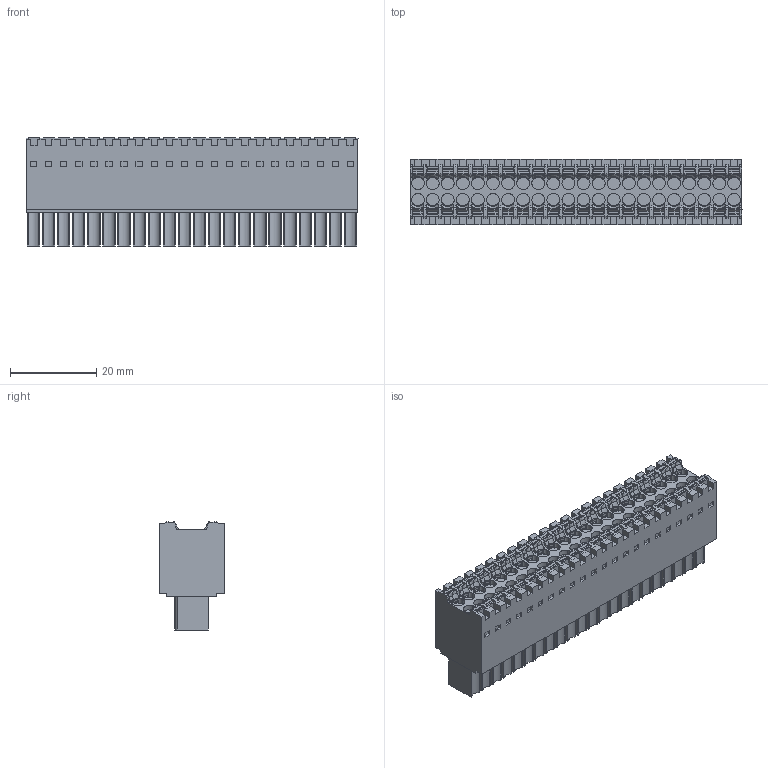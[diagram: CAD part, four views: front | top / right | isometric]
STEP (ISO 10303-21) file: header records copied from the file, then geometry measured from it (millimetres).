
FILE_DESCRIPTION(('CATIA V5 STEP','CAx-IF Rec.Pracs.--- Model Styling and Organization---1.4--- 2014-01-23'),'2;1');
FILE_NAME ('230767-3_1', '2023-08-22T06:45:24+00:00', ('none'), ('Weidmueller'), 'CATIA Version 5-6 Release 2016 SP3 HF44', 'CATIA V5 STEP AP214', 'none');
FILE_SCHEMA(('AUTOMOTIVE_DESIGN { 1 0 10303 214 1 1 1 1 }'));
Products named in the file (1): 2558440000
Bounding box: 77 x 15.2 x 25.05 mm (x, y, z)
Volume: 21417.5 mm3; surface area: 13155.5 mm2
Topology: 45 solids, 45 shells, 2904 faces, 8479 edges, 5775 vertices
Faces by surface type: plane 1888, cylinder 354, torus 263, extrusion 223, cone 88, bspline 88
Entity records: 99337 total; most frequent: CARTESIAN_POINT 31058, ORIENTED_EDGE 16958, DIRECTION 9540, EDGE_CURVE 8479, VECTOR 6230, LINE 6007, VERTEX_POINT 5775, EDGE_LOOP 3014
